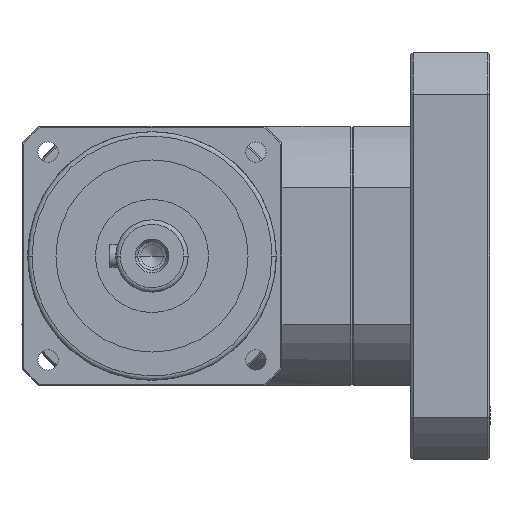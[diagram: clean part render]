
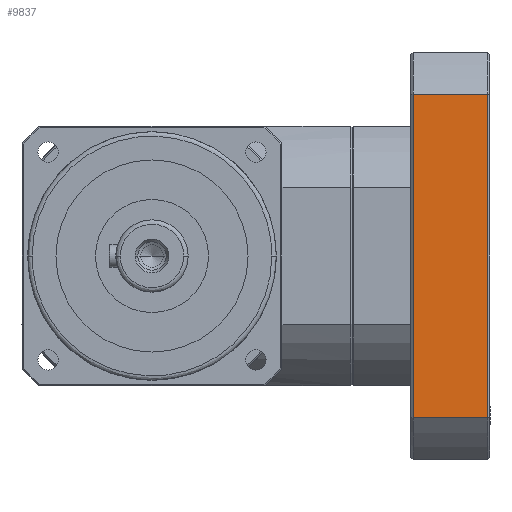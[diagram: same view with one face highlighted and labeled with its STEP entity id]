
A CAD part, left-side view. The second image highlights one B-rep face of the part: STEP entity #9837.
In plain terms, the highlighted face is planar.
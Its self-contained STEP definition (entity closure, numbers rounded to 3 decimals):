
#294 = ORIENTED_EDGE ( 'NONE', *, *, #6687, .T. ) ;
#552 = VECTOR ( 'NONE', #15520, 1000. ) ;
#2309 = EDGE_CURVE ( 'NONE', #17650, #15875, #18571, .T. ) ;
#5009 = CARTESIAN_POINT ( 'NONE',  ( 71.589, 90., 63. ) ) ;
#5210 = DIRECTION ( 'NONE',  ( 0., 1., 0. ) ) ;
#6687 = EDGE_CURVE ( 'NONE', #15875, #21920, #16199, .T. ) ;
#6856 = ORIENTED_EDGE ( 'NONE', *, *, #15758, .F. ) ;
#6929 = DIRECTION ( 'NONE',  ( 0., 0., -1. ) ) ;
#7065 = VECTOR ( 'NONE', #10843, 1000. ) ;
#7474 = LINE ( 'NONE', #19352, #16569 ) ;
#8015 = AXIS2_PLACEMENT_3D ( 'NONE', #15567, #5210, #17257 ) ;
#8598 = LINE ( 'NONE', #17211, #17667 ) ;
#8665 = PLANE ( 'NONE',  #8015 ) ;
#9094 = CARTESIAN_POINT ( 'NONE',  ( 90., 90., 30. ) ) ;
#9140 = DIRECTION ( 'NONE',  ( -1., 0., 0. ) ) ;
#9723 = VERTEX_POINT ( 'NONE', #11621 ) ;
#9837 = ADVANCED_FACE ( 'NONE', ( #21363 ), #8665, .T. ) ;
#10843 = DIRECTION ( 'NONE',  ( -1., 0., 0. ) ) ;
#11579 = ORIENTED_EDGE ( 'NONE', *, *, #2309, .T. ) ;
#11621 = CARTESIAN_POINT ( 'NONE',  ( -71.589, 90., 63. ) ) ;
#12793 = EDGE_LOOP ( 'NONE', ( #6856, #11579, #294, #17458 ) ) ;
#14889 = EDGE_CURVE ( 'NONE', #9723, #21920, #8598, .T. ) ;
#15520 = DIRECTION ( 'NONE',  ( 0., 0., -1. ) ) ;
#15567 = CARTESIAN_POINT ( 'NONE',  ( 90., 90., 0. ) ) ;
#15758 = EDGE_CURVE ( 'NONE', #17650, #9723, #7474, .T. ) ;
#15875 = VERTEX_POINT ( 'NONE', #21353 ) ;
#16199 = LINE ( 'NONE', #9094, #7065 ) ;
#16377 = CARTESIAN_POINT ( 'NONE',  ( 71.589, 90., 0. ) ) ;
#16569 = VECTOR ( 'NONE', #9140, 1000. ) ;
#17211 = CARTESIAN_POINT ( 'NONE',  ( -71.589, 90., 64. ) ) ;
#17257 = DIRECTION ( 'NONE',  ( -1., 0., 0. ) ) ;
#17458 = ORIENTED_EDGE ( 'NONE', *, *, #14889, .F. ) ;
#17650 = VERTEX_POINT ( 'NONE', #5009 ) ;
#17667 = VECTOR ( 'NONE', #6929, 1000. ) ;
#18571 = LINE ( 'NONE', #16377, #552 ) ;
#19352 = CARTESIAN_POINT ( 'NONE',  ( 45., 90., 63. ) ) ;
#20791 = CARTESIAN_POINT ( 'NONE',  ( -71.589, 90., 30. ) ) ;
#21353 = CARTESIAN_POINT ( 'NONE',  ( 71.589, 90., 30. ) ) ;
#21363 = FACE_OUTER_BOUND ( 'NONE', #12793, .T. ) ;
#21920 = VERTEX_POINT ( 'NONE', #20791 ) ;
